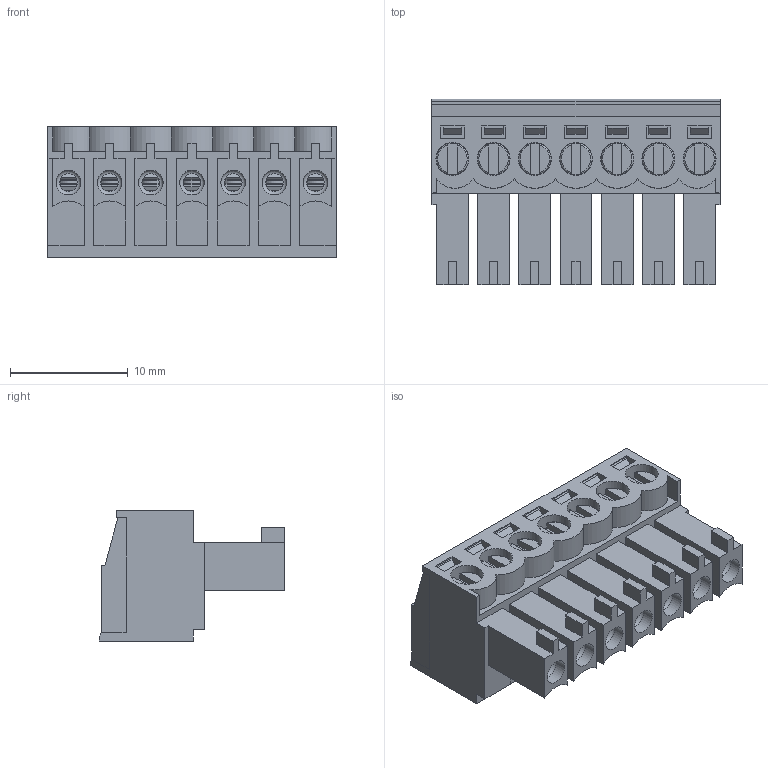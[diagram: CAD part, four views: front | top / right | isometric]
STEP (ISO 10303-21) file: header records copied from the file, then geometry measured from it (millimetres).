
FILE_DESCRIPTION( ( 'Unknown' ), '1' );
FILE_NAME( '691361100007.stp', 'Unknown', ( 'Unknown' ), ( 'Unknown' ), 'PSStep 18.0.17', 'Unknown', ' ' );
FILE_SCHEMA( ( 'AUTOMOTIVE_DESIGN { 1 0 10303 214 1 1 1 1 }' ) );
Length unit declared in the file: millimetre
Products named in the file (6): Assem1; 6913611000xx_CAGE; 6913611000xx_VIS; 6913611000xx_PIN; 691361100007_M; 691361100007
Assembly tree (23 placements, depth 2):
  Assem1
    6913611000xx_CAGE  x7
    6913611000xx_VIS  x7
    6913611000xx_PIN  x7
    691361100007_M
    691361100007
Bounding box: 24.5 x 15.8 x 11.1 mm (x, y, z)
Volume: 1796.1 mm3; surface area: 6092.8 mm2
Topology: 23 solids, 23 shells, 1037 faces, 2796 edges, 1838 vertices
Faces by surface type: plane 806, cylinder 196, torus 28, cone 7
Full cylindrical faces by diameter (mm): 1.5 x7, 1.598 x7, 1.9 x21, 2.1 x7, 2.7 x7, 2.8 x7
Entity records: 22746 total; most frequent: CARTESIAN_POINT 3217, ORIENTED_EDGE 3040, DIRECTION 2863, EDGE_CURVE 1520, LINE 1379, VECTOR 1379, VERTEX_POINT 1023, AXIS2_PLACEMENT_3D 742
